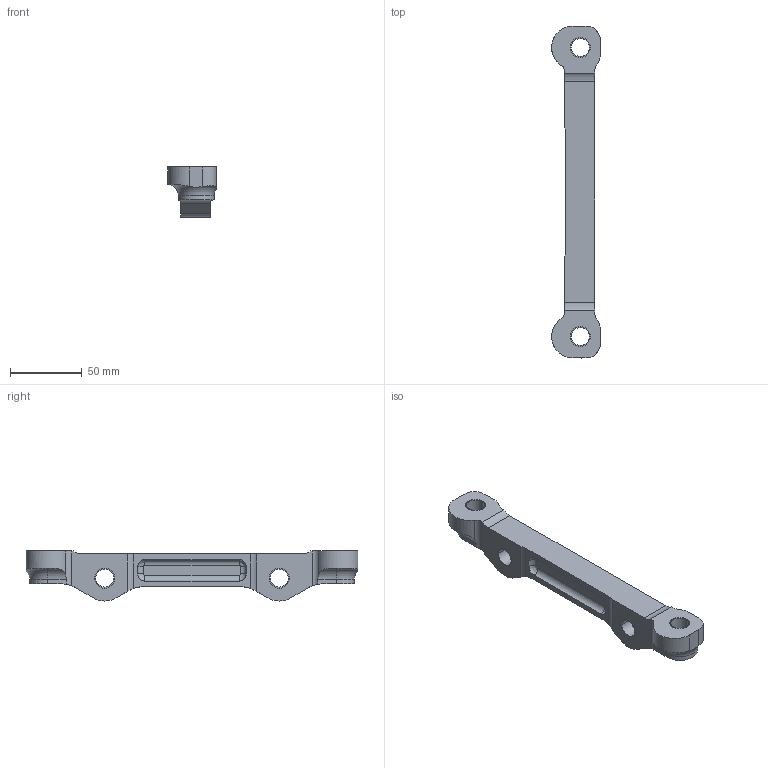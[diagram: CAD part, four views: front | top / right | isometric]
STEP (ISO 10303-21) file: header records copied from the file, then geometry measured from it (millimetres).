
FILE_DESCRIPTION((''),'2;1');
FILE_NAME('BRACKET_CSL_345_V1','2022-12-22T16:56:30',('RW6307'),('SKF_AEROSPACE'),'CREO PARAMETRIC BY PTC INC, 2020454','CREO PARAMETRIC BY PTC INC, 2020454','');
FILE_SCHEMA(('CONFIG_CONTROL_DESIGN'));
Length unit declared in the file: millimetre
Products named in the file (1): BRACKET_CSL_345_V1
Bounding box: 34 x 232 x 35 mm (x, y, z)
Volume: 109353.7 mm3; surface area: 30418.8 mm2
Topology: 1 solids, 5 shells, 84 faces, 236 edges, 156 vertices
Faces by surface type: cylinder 50, plane 24, bspline 8, torus 2
Entity records: 2989 total; most frequent: CARTESIAN_POINT 743, DIRECTION 470, ORIENTED_EDGE 456, EDGE_CURVE 236, AXIS2_PLACEMENT_3D 181, VERTEX_POINT 156, VECTOR 108, LINE 108
